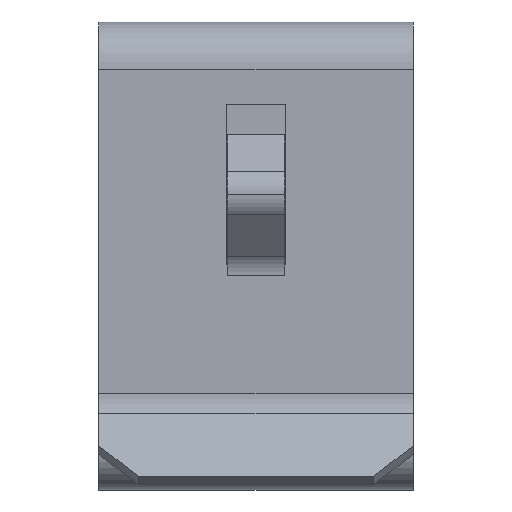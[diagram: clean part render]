
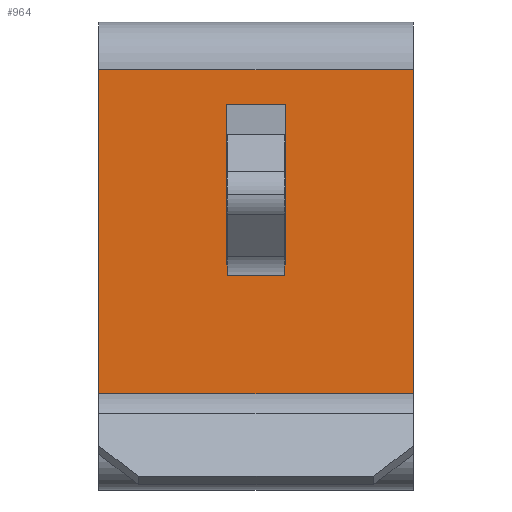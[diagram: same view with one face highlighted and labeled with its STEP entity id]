
A CAD part, top view. The second image highlights one B-rep face of the part: STEP entity #964.
In plain terms, the highlighted planar face has unit normal (0, 0, 1).
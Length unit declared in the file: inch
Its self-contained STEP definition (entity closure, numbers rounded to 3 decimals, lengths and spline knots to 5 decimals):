
#2 = VECTOR ( 'NONE', #166, 39.37008 ) ;
#7 = EDGE_CURVE ( 'NONE', #192, #1030, #1341, .T. ) ;
#32 = LINE ( 'NONE', #929, #562 ) ;
#36 = CARTESIAN_POINT ( 'NONE',  ( 0.029, 0.415, -0.05003 ) ) ;
#59 = EDGE_CURVE ( 'NONE', #517, #1030, #1366, .T. ) ;
#63 = DIRECTION ( 'NONE',  ( 0., 1., 0. ) ) ;
#64 = VECTOR ( 'NONE', #323, 39.37008 ) ;
#80 = CARTESIAN_POINT ( 'NONE',  ( -0.029, 0.415, -0.05003 ) ) ;
#82 = DIRECTION ( 'NONE',  ( 0., 1., 0. ) ) ;
#104 = LINE ( 'NONE', #1441, #216 ) ;
#115 = VECTOR ( 'NONE', #156, 39.37008 ) ;
#121 = CARTESIAN_POINT ( 'NONE',  ( -0.1575, 0.415, -0.05003 ) ) ;
#133 = VERTEX_POINT ( 'NONE', #635 ) ;
#156 = DIRECTION ( 'NONE',  ( 0., -1., 0. ) ) ;
#166 = DIRECTION ( 'NONE',  ( -1., 0., 0. ) ) ;
#192 = VERTEX_POINT ( 'NONE', #1104 ) ;
#201 = CARTESIAN_POINT ( 'NONE',  ( 0.029, 0.22, -0.05003 ) ) ;
#206 = EDGE_CURVE ( 'NONE', #690, #815, #309, .T. ) ;
#216 = VECTOR ( 'NONE', #645, 39.37008 ) ;
#221 = DIRECTION ( 'NONE',  ( -1., 0., 0. ) ) ;
#235 = VECTOR ( 'NONE', #221, 39.37008 ) ;
#255 = DIRECTION ( 'NONE',  ( 0., 1., 0. ) ) ;
#268 = FACE_BOUND ( 'NONE', #537, .T. ) ;
#282 = LINE ( 'NONE', #36, #539 ) ;
#287 = EDGE_CURVE ( 'NONE', #1046, #418, #1328, .T. ) ;
#297 = ORIENTED_EDGE ( 'NONE', *, *, #206, .T. ) ;
#307 = VECTOR ( 'NONE', #573, 39.37008 ) ;
#309 = LINE ( 'NONE', #776, #235 ) ;
#312 = ORIENTED_EDGE ( 'NONE', *, *, #1065, .F. ) ;
#323 = DIRECTION ( 'NONE',  ( 0., -1., 0. ) ) ;
#335 = EDGE_CURVE ( 'NONE', #1056, #1073, #687, .T. ) ;
#363 = EDGE_CURVE ( 'NONE', #1073, #1011, #368, .T. ) ;
#365 = DIRECTION ( 'NONE',  ( 1., 0., 0. ) ) ;
#368 = LINE ( 'NONE', #903, #913 ) ;
#377 = AXIS2_PLACEMENT_3D ( 'NONE', #981, #528, #82 ) ;
#382 = FACE_OUTER_BOUND ( 'NONE', #1236, .T. ) ;
#412 = PLANE ( 'NONE',  #377 ) ;
#418 = VERTEX_POINT ( 'NONE', #1256 ) ;
#429 = CARTESIAN_POINT ( 'NONE',  ( 0.029, 0.2089, -0.05003 ) ) ;
#454 = CARTESIAN_POINT ( 'NONE',  ( -0.03, 0.38, -0.05003 ) ) ;
#456 = ORIENTED_EDGE ( 'NONE', *, *, #1179, .F. ) ;
#475 = VECTOR ( 'NONE', #365, 39.37008 ) ;
#517 = VERTEX_POINT ( 'NONE', #1190 ) ;
#528 = DIRECTION ( 'NONE',  ( 0., 0., -1. ) ) ;
#537 = EDGE_LOOP ( 'NONE', ( #297, #638, #456, #905, #1436, #594, #670, #608 ) ) ;
#539 = VECTOR ( 'NONE', #728, 39.37008 ) ;
#552 = CARTESIAN_POINT ( 'NONE',  ( 0.03, 0.22, -0.05003 ) ) ;
#557 = ORIENTED_EDGE ( 'NONE', *, *, #7, .T. ) ;
#562 = VECTOR ( 'NONE', #696, 39.37008 ) ;
#573 = DIRECTION ( 'NONE',  ( -1., 0., 0. ) ) ;
#577 = DIRECTION ( 'NONE',  ( 1., 0., 0. ) ) ;
#579 = CARTESIAN_POINT ( 'NONE',  ( -0.03, 0.22, -0.05003 ) ) ;
#594 = ORIENTED_EDGE ( 'NONE', *, *, #363, .F. ) ;
#608 = ORIENTED_EDGE ( 'NONE', *, *, #927, .F. ) ;
#630 = CARTESIAN_POINT ( 'NONE',  ( 0.1575, 0.415, -0.05003 ) ) ;
#635 = CARTESIAN_POINT ( 'NONE',  ( -0.029, 0.22, -0.05003 ) ) ;
#638 = ORIENTED_EDGE ( 'NONE', *, *, #1445, .T. ) ;
#645 = DIRECTION ( 'NONE',  ( 0., -1., 0. ) ) ;
#670 = ORIENTED_EDGE ( 'NONE', *, *, #335, .F. ) ;
#687 = LINE ( 'NONE', #925, #1244 ) ;
#690 = VERTEX_POINT ( 'NONE', #429 ) ;
#694 = LINE ( 'NONE', #790, #307 ) ;
#696 = DIRECTION ( 'NONE',  ( -1., 0., 0. ) ) ;
#728 = DIRECTION ( 'NONE',  ( 0., 1., 0. ) ) ;
#755 = ORIENTED_EDGE ( 'NONE', *, *, #806, .T. ) ;
#776 = CARTESIAN_POINT ( 'NONE',  ( -0.029, 0.2089, -0.05003 ) ) ;
#786 = CARTESIAN_POINT ( 'NONE',  ( -0.029, 0.2089, -0.05003 ) ) ;
#790 = CARTESIAN_POINT ( 'NONE',  ( -0.03, 0.38, -0.05003 ) ) ;
#799 = LINE ( 'NONE', #579, #475 ) ;
#806 = EDGE_CURVE ( 'NONE', #988, #192, #32, .T. ) ;
#815 = VERTEX_POINT ( 'NONE', #786 ) ;
#903 = CARTESIAN_POINT ( 'NONE',  ( 0.03, 0.38, -0.05003 ) ) ;
#905 = ORIENTED_EDGE ( 'NONE', *, *, #287, .F. ) ;
#913 = VECTOR ( 'NONE', #255, 39.37008 ) ;
#925 = CARTESIAN_POINT ( 'NONE',  ( -0.03, 0.22, -0.05003 ) ) ;
#927 = EDGE_CURVE ( 'NONE', #690, #1056, #282, .T. ) ;
#929 = CARTESIAN_POINT ( 'NONE',  ( 0.1575, 0.415, -0.05003 ) ) ;
#964 = ADVANCED_FACE ( 'NONE', ( #382, #268 ), #412, .F. ) ;
#979 = LINE ( 'NONE', #80, #1225 ) ;
#981 = CARTESIAN_POINT ( 'NONE',  ( 0.1575, 0.415, -0.05003 ) ) ;
#988 = VERTEX_POINT ( 'NONE', #630 ) ;
#1011 = VERTEX_POINT ( 'NONE', #1319 ) ;
#1030 = VERTEX_POINT ( 'NONE', #1435 ) ;
#1046 = VERTEX_POINT ( 'NONE', #1210 ) ;
#1056 = VERTEX_POINT ( 'NONE', #201 ) ;
#1060 = CARTESIAN_POINT ( 'NONE',  ( 0.1575, 0.0909, -0.05003 ) ) ;
#1065 = EDGE_CURVE ( 'NONE', #988, #517, #104, .T. ) ;
#1073 = VERTEX_POINT ( 'NONE', #552 ) ;
#1104 = CARTESIAN_POINT ( 'NONE',  ( -0.1575, 0.415, -0.05003 ) ) ;
#1138 = EDGE_CURVE ( 'NONE', #1011, #1046, #694, .T. ) ;
#1179 = EDGE_CURVE ( 'NONE', #418, #133, #799, .T. ) ;
#1190 = CARTESIAN_POINT ( 'NONE',  ( 0.1575, 0.0909, -0.05003 ) ) ;
#1210 = CARTESIAN_POINT ( 'NONE',  ( -0.03, 0.38, -0.05003 ) ) ;
#1225 = VECTOR ( 'NONE', #63, 39.37008 ) ;
#1236 = EDGE_LOOP ( 'NONE', ( #557, #1404, #312, #755 ) ) ;
#1244 = VECTOR ( 'NONE', #577, 39.37008 ) ;
#1256 = CARTESIAN_POINT ( 'NONE',  ( -0.03, 0.22, -0.05003 ) ) ;
#1319 = CARTESIAN_POINT ( 'NONE',  ( 0.03, 0.38, -0.05003 ) ) ;
#1328 = LINE ( 'NONE', #454, #64 ) ;
#1341 = LINE ( 'NONE', #121, #115 ) ;
#1366 = LINE ( 'NONE', #1060, #2 ) ;
#1404 = ORIENTED_EDGE ( 'NONE', *, *, #59, .F. ) ;
#1435 = CARTESIAN_POINT ( 'NONE',  ( -0.1575, 0.0909, -0.05003 ) ) ;
#1436 = ORIENTED_EDGE ( 'NONE', *, *, #1138, .F. ) ;
#1441 = CARTESIAN_POINT ( 'NONE',  ( 0.1575, 0.415, -0.05003 ) ) ;
#1445 = EDGE_CURVE ( 'NONE', #815, #133, #979, .T. ) ;
